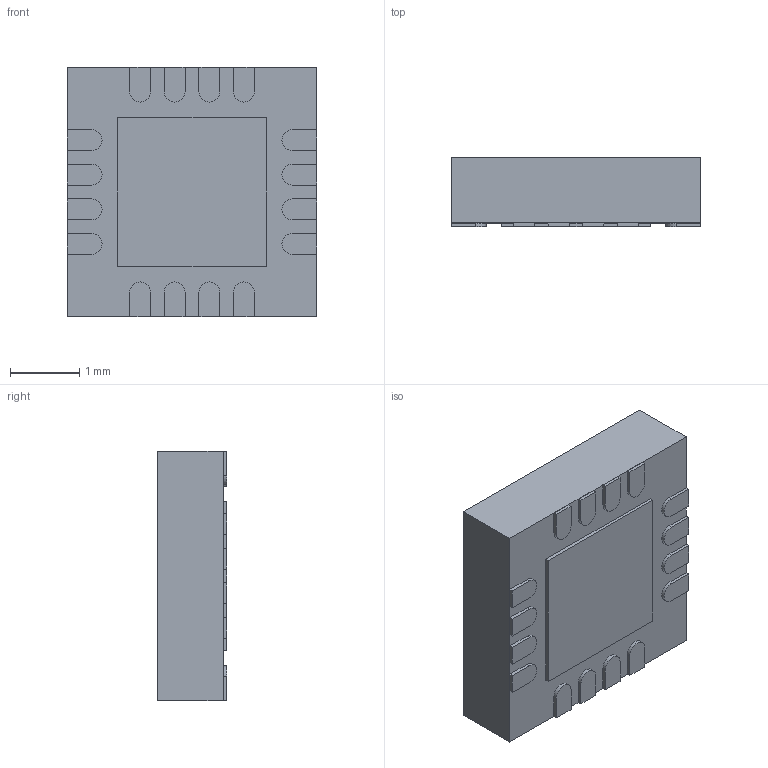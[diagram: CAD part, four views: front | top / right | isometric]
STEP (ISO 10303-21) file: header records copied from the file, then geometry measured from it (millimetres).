
FILE_DESCRIPTION (( 'STEP AP214' ), '1' );
FILE_NAME ('User Library-VQFN 16-Pin 0.5mm Pitch RVA (S-PVQFN-N16).STEP', '2019-12-26T02:04:16', ( '' ), ( '' ), 'SwSTEP 2.0', 'SolidWorks 2019', '' );
FILE_SCHEMA (( 'AUTOMOTIVE_DESIGN' ));
Length unit declared in the file: centimetre
Products named in the file (1): User Library-VQFN 16-Pin 0.5mm Pitch RVA (S-PVQFN-N16)
Bounding box: 3.6 x 1 x 3.6 mm (x, y, z)
Volume: 12.7 mm3; surface area: 55 mm2
Topology: 19 solids, 19 shells, 116 faces, 234 edges, 156 vertices
Faces by surface type: plane 94, cylinder 22
Entity records: 3209 total; most frequent: DIRECTION 512, CARTESIAN_POINT 507, ORIENTED_EDGE 468, EDGE_CURVE 234, LINE 190, VECTOR 190, AXIS2_PLACEMENT_3D 161, VERTEX_POINT 156
